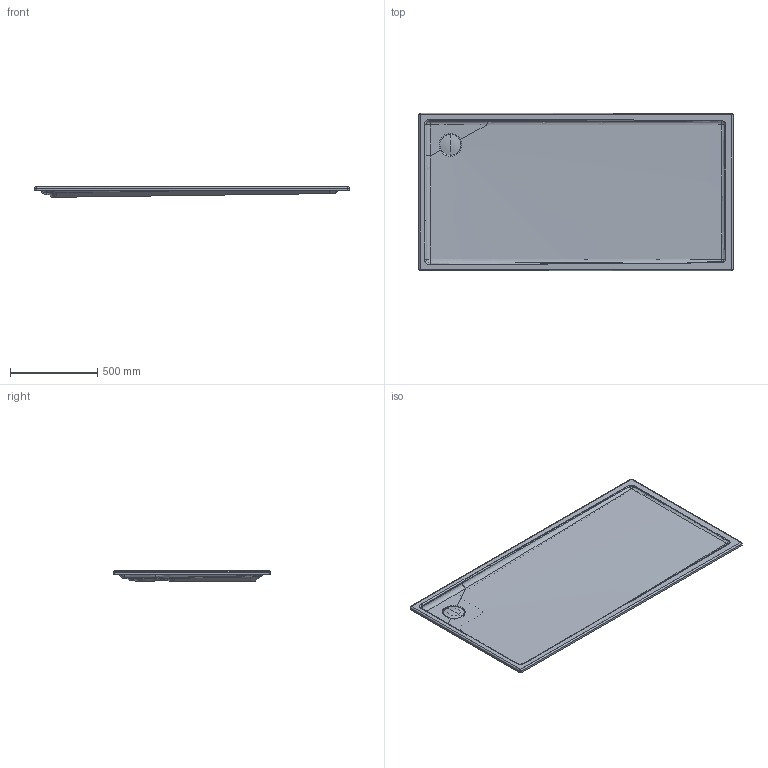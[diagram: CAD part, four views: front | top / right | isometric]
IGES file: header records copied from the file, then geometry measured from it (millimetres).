
Global section: file name: No Iges File Name specified; native system: Autodesk Inventor 2011; preprocessor: AutoDesk Inventor Iges Exporter R2011; author: Administrator; date: 20130627.203103; units: millimetre
Bounding box: 1800.33 x 900.66 x 60 mm (x, y, z)
Volume: 32261240.6 mm3; surface area: 3583579.2 mm2
Topology: 2 solids, 2 shells, 130 faces, 317 edges, 185 vertices
Faces by surface type: revolution 32, bspline 31, plane 31, cylinder 15, sphere 9, cone 6, torus 6
